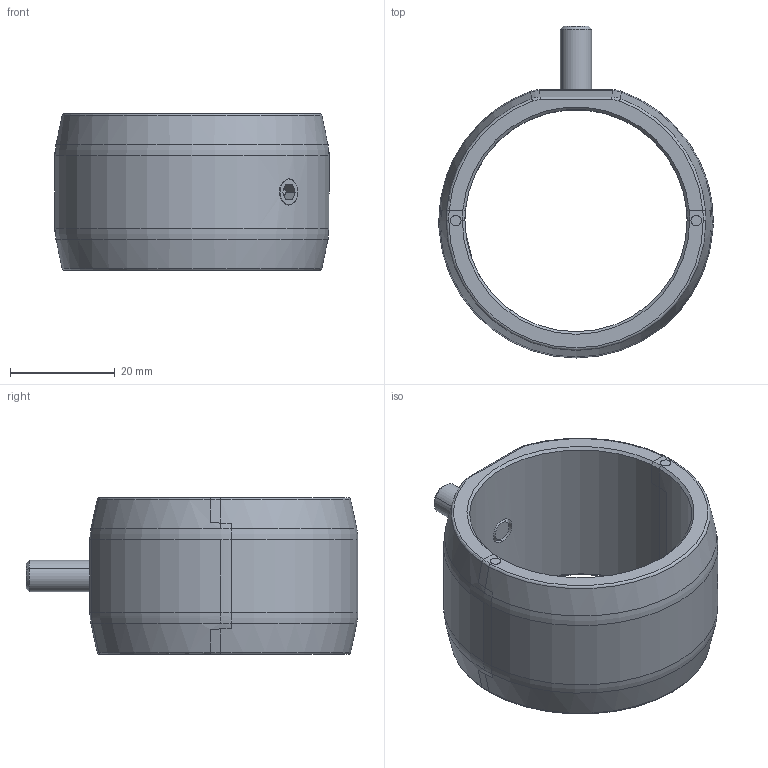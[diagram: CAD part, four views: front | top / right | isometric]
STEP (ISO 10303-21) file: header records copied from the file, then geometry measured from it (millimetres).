
FILE_DESCRIPTION (( 'STEP AP203' ), '1' );
FILE_NAME ('60550-240-42.step', '2020-12-03T12:03:12', ( '' ), ( '' ), 'SwSTEP 2.0', 'SolidWorks 2018', '' );
FILE_SCHEMA (( 'CONFIG_CONTROL_DESIGN' ));
Length unit declared in the file: millimetre
Products named in the file (13): 60550-240-42; 60550-XXX-42 Teile; 60550-XXX-42 Teile_60550-240-42 Teil2; DIN913; 60550-XXX-42 Teile_60550-240-42 Teil1; 60550-XXX-42 Teile_60550-240-42 Teil3; DIN913_DIN 913 M6x16; DIN913_DIN 913 M6x5
Assembly tree (7 placements, depth 2):
  60550-240-42
    60550-XXX-42 Teile_60550-240-42 Teil1
    60550-XXX-42 Teile_60550-240-42 Teil2
    60550-XXX-42 Teile_60550-240-42 Teil3  x2
    DIN913_DIN 913 M6x16
    DIN913_DIN 913 M6x5
  60550-XXX-42 Teile
  60550-XXX-42 Teile
  60550-XXX-42 Teile
  DIN913
Bounding box: 52.5 x 63.5 x 30 mm (x, y, z)
Volume: 20586.9 mm3; surface area: 11828.2 mm2
Topology: 6 solids, 6 shells, 505 faces, 1322 edges, 863 vertices
Faces by surface type: plane 240, bspline 167, cylinder 48, cone 32, torus 18
Entity records: 26121 total; most frequent: CARTESIAN_POINT 13806, ORIENTED_EDGE 2622, DIRECTION 1732, EDGE_CURVE 1311, VERTEX_POINT 857, LINE 724, VECTOR 724, EDGE_LOOP 554
